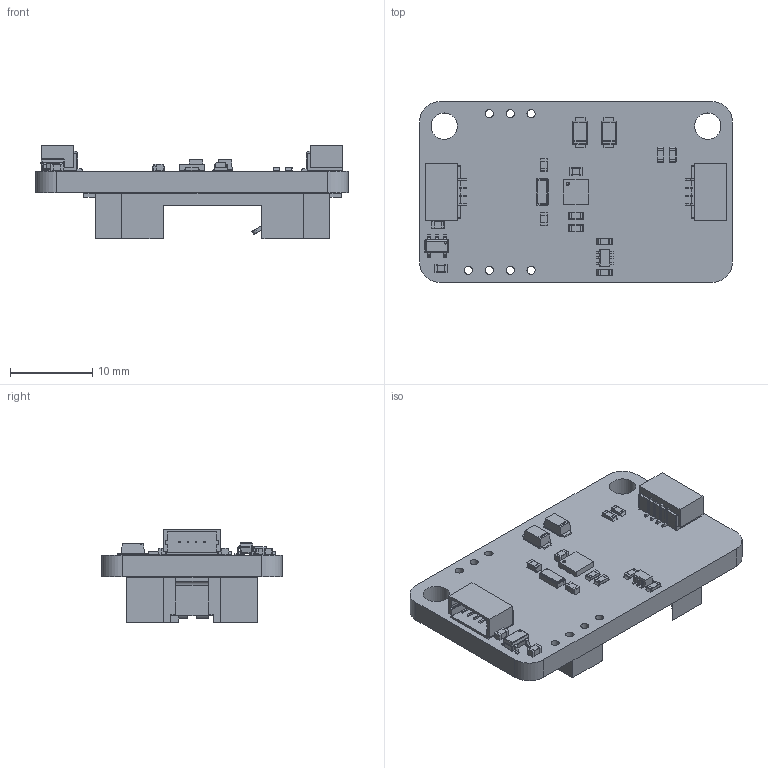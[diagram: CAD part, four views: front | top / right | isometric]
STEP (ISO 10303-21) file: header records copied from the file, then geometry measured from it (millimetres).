
FILE_DESCRIPTION(('KiCad electronic assembly'),'2;1');
FILE_NAME('Real time clock PCF85063A breakout 3D.step', '2025-04-24T07:51:55',('Pcbnew'),('Kicad'), 'Open CASCADE STEP processor 7.8','KiCad to STEP converter','Unknown' );
FILE_SCHEMA(('AUTOMOTIVE_DESIGN { 1 0 10303 214 1 1 1 1 }'));
Length unit declared in the file: millimetre
Products named in the file (20): Real time clock PCF85063A breakout 3D 1; 0603R; User Library-R0603-1; KRISTAL_3215; User Library-NDK_NX3215SA; easyC connector; easyC connector v1; 0603C; 06035A910JAT2A; SMA_m4; User Library-sub-sma; SOT-23-5; DBV5A; SOT-363; NTJD4001NT1G; User Library-DFN10(3x3); CR2032 battery holder; Real time clock RTC PCF85063A breakout_PCB
Assembly tree (30 placements, depth 3):
  Real time clock PCF85063A breakout 3D 1
    0603R  x6
      User Library-R0603-1
    KRISTAL_3215
      User Library-NDK_NX3215SA
    easyC connector  x2
      easyC connector v1
    0603C  x5
      06035A910JAT2A
    SMA_m4  x2
      User Library-sub-sma
    SOT-23-5
      DBV5A
    SOT-363
      NTJD4001NT1G
    User Library-DFN10(3x3)
      User Library-DFN10(3x3)
    CR2032 battery holder
      CR2032 battery holder
    Real time clock RTC PCF85063A breakout_PCB
Bounding box: 38 x 22 x 11.32 mm (x, y, z)
Volume: 3114.2 mm3; surface area: 4198.2 mm2
Topology: 52 solids, 52 shells, 1446 faces, 3675 edges, 2248 vertices
Faces by surface type: plane 877, cylinder 427, sphere 96, bspline 44, cone 2
Full cylindrical faces by diameter (mm): 1 x7, 3.2 x2
Entity records: 28106 total; most frequent: CARTESIAN_POINT 4727, ORIENTED_EDGE 4186, DIRECTION 4151, EDGE_CURVE 2093, LINE 1603, VECTOR 1603, VERTEX_POINT 1344, AXIS2_PLACEMENT_3D 1274
